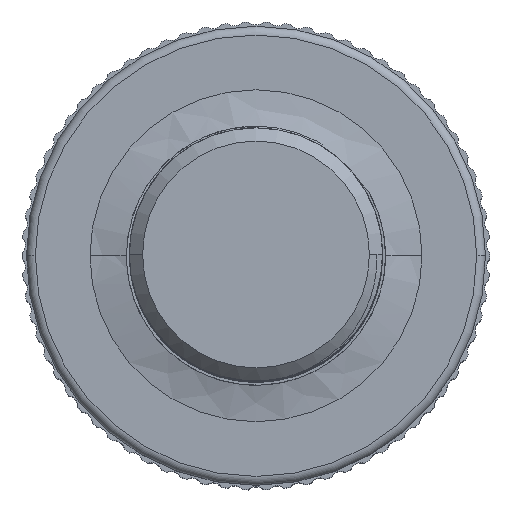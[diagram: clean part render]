
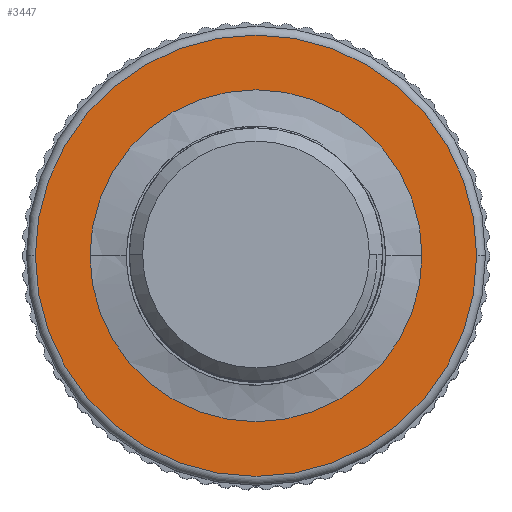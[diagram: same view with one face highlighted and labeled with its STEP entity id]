
A CAD part, top view. The second image highlights one B-rep face of the part: STEP entity #3447.
In plain terms, the highlighted planar face has unit normal (0, 0, 1).
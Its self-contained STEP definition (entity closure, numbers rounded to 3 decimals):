
#241 = VERTEX_POINT ( 'NONE', #10357 ) ;
#572 = AXIS2_PLACEMENT_3D ( 'NONE', #7510, #9261, #9070 ) ;
#855 = CARTESIAN_POINT ( 'NONE',  ( 0., 0., 2.9 ) ) ;
#1007 = CARTESIAN_POINT ( 'NONE',  ( -2.5, 0., 2.9 ) ) ;
#1153 = CIRCLE ( 'NONE', #3904, 1.88 ) ;
#1162 = VERTEX_POINT ( 'NONE', #12915 ) ;
#1287 = CARTESIAN_POINT ( 'NONE',  ( 0., 0., 2.9 ) ) ;
#1402 = EDGE_CURVE ( 'NONE', #1162, #9782, #1153, .T. ) ;
#1419 = CARTESIAN_POINT ( 'NONE',  ( 0., 0., 2.9 ) ) ;
#1760 = ORIENTED_EDGE ( 'NONE', *, *, #1402, .F. ) ;
#1950 = ORIENTED_EDGE ( 'NONE', *, *, #12637, .T. ) ;
#2330 = DIRECTION ( 'NONE',  ( -1., 0., 0. ) ) ;
#3252 = AXIS2_PLACEMENT_3D ( 'NONE', #1419, #9500, #2330 ) ;
#3338 = DIRECTION ( 'NONE',  ( 0., 0., 1. ) ) ;
#3447 = ADVANCED_FACE ( 'NONE', ( #11311, #12242 ), #8267, .T. ) ;
#3762 = DIRECTION ( 'NONE',  ( 0., 0., 1. ) ) ;
#3904 = AXIS2_PLACEMENT_3D ( 'NONE', #1287, #3338, #10431 ) ;
#4035 = DIRECTION ( 'NONE',  ( 1., 0., 0. ) ) ;
#4115 = EDGE_CURVE ( 'NONE', #6089, #241, #7325, .T. ) ;
#4418 = EDGE_LOOP ( 'NONE', ( #1950, #9175 ) ) ;
#5051 = DIRECTION ( 'NONE',  ( 0., 0., 1. ) ) ;
#5886 = CARTESIAN_POINT ( 'NONE',  ( 0., 0., 2.9 ) ) ;
#6089 = VERTEX_POINT ( 'NONE', #1007 ) ;
#6847 = CIRCLE ( 'NONE', #3252, 1.88 ) ;
#6859 = AXIS2_PLACEMENT_3D ( 'NONE', #855, #3762, #4035 ) ;
#6867 = EDGE_CURVE ( 'NONE', #9782, #1162, #6847, .T. ) ;
#6997 = EDGE_LOOP ( 'NONE', ( #7447, #1760 ) ) ;
#7325 = CIRCLE ( 'NONE', #9018, 2.5 ) ;
#7447 = ORIENTED_EDGE ( 'NONE', *, *, #6867, .F. ) ;
#7510 = CARTESIAN_POINT ( 'NONE',  ( 0., 0., 2.9 ) ) ;
#8267 = PLANE ( 'NONE',  #572 ) ;
#8809 = DIRECTION ( 'NONE',  ( 1., 0., 0. ) ) ;
#9018 = AXIS2_PLACEMENT_3D ( 'NONE', #5886, #5051, #8809 ) ;
#9070 = DIRECTION ( 'NONE',  ( 1., 0., 0. ) ) ;
#9175 = ORIENTED_EDGE ( 'NONE', *, *, #4115, .T. ) ;
#9261 = DIRECTION ( 'NONE',  ( 0., 0., 1. ) ) ;
#9500 = DIRECTION ( 'NONE',  ( 0., 0., 1. ) ) ;
#9599 = CIRCLE ( 'NONE', #6859, 2.5 ) ;
#9782 = VERTEX_POINT ( 'NONE', #10568 ) ;
#10357 = CARTESIAN_POINT ( 'NONE',  ( 2.5, 0., 2.9 ) ) ;
#10431 = DIRECTION ( 'NONE',  ( -1., 0., 0. ) ) ;
#10568 = CARTESIAN_POINT ( 'NONE',  ( -1.88, 0., 2.9 ) ) ;
#11311 = FACE_OUTER_BOUND ( 'NONE', #4418, .T. ) ;
#12242 = FACE_BOUND ( 'NONE', #6997, .T. ) ;
#12637 = EDGE_CURVE ( 'NONE', #241, #6089, #9599, .T. ) ;
#12915 = CARTESIAN_POINT ( 'NONE',  ( 1.88, 0., 2.9 ) ) ;
